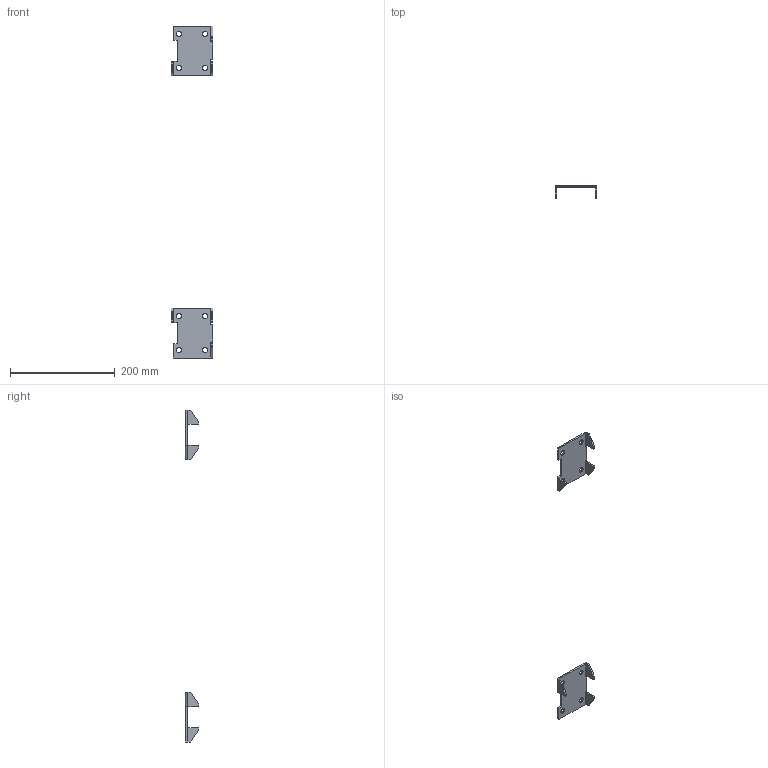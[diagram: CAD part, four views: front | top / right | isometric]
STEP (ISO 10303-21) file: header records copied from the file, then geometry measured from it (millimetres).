
FILE_DESCRIPTION(/* description */ (''),/* implementation_level */ '2;1');
FILE_NAME(/* name */ 'PTT01S001006A_MENS_DUOMO_ANT_21_ASM.stp',/* time_stamp */ '2016-06-02T11:08:04+02:00',/* author */ (''),/* organization */ (''),/* preprocessor_version */ 'ST-DEVELOPER v16.5',/* originating_system */ 'Autodesk Translation Framework v5.0.0.3310',/* authorisation */ '');
FILE_SCHEMA (('AUTOMOTIVE_DESIGN { 1 0 10303 214 3 1 1 }'));
Length unit declared in the file: centimetre
Products named in the file (3): PTT01S001006A_MENS_DUOMO_ANT_21_ASM; MANIFOLD_SOLID_BREP_7215; MANIFOLD_SOLID_BREP_8882
Assembly tree (2 placements, depth 2):
  PTT01S001006A_MENS_DUOMO_ANT_21_ASM
    MANIFOLD_SOLID_BREP_7215
    MANIFOLD_SOLID_BREP_8882
Bounding box: 80 x 25 x 635 mm (x, y, z)
Volume: 47139.2 mm3; surface area: 35028.5 mm2
Topology: 2 solids, 2 shells, 100 faces, 240 edges, 144 vertices
Faces by surface type: plane 72, cylinder 24, bspline 4
Full cylindrical faces by diameter (mm): 10.1 x8
Entity records: 3087 total; most frequent: CARTESIAN_POINT 709, DIRECTION 478, ORIENTED_EDGE 464, EDGE_CURVE 232, LINE 172, VECTOR 172, AXIS2_PLACEMENT_3D 153, VERTEX_POINT 144
